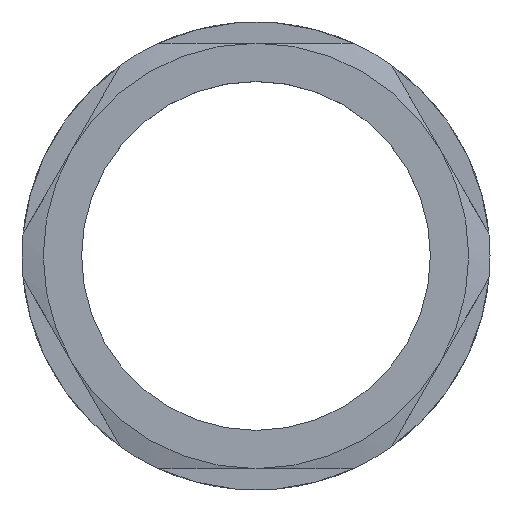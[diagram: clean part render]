
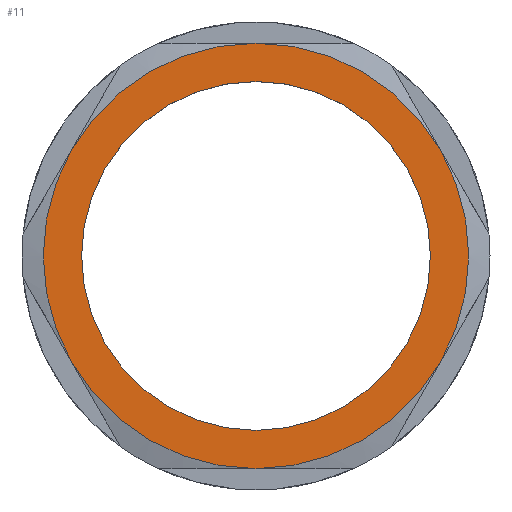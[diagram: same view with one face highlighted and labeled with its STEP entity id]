
A CAD part, top view. The second image highlights one B-rep face of the part: STEP entity #11.
In plain terms, the highlighted planar face has unit normal (0, 0, 1).
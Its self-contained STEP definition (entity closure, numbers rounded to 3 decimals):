
#6 = CIRCLE ( 'NONE', #493, 37.5 ) ;
#10 = AXIS2_PLACEMENT_3D ( 'NONE', #297, #295, #286 ) ;
#11 = ADVANCED_FACE ( 'NONE', ( #770, #765 ), #1074, .T. ) ;
#19 = CIRCLE ( 'NONE', #433, 37.5 ) ;
#58 = CIRCLE ( 'NONE', #331, 37.5 ) ;
#70 = CIRCLE ( 'NONE', #307, 37.5 ) ;
#95 = CIRCLE ( 'NONE', #237, 37.5 ) ;
#136 = AXIS2_PLACEMENT_3D ( 'NONE', #482, #481, #480 ) ;
#148 = CIRCLE ( 'NONE', #136, 30.75 ) ;
#159 = CIRCLE ( 'NONE', #197, 37.5 ) ;
#186 = VERTEX_POINT ( 'NONE', #446 ) ;
#197 = AXIS2_PLACEMENT_3D ( 'NONE', #544, #541, #540 ) ;
#226 = EDGE_CURVE ( 'NONE', #186, #865, #6, .T. ) ;
#237 = AXIS2_PLACEMENT_3D ( 'NONE', #668, #667, #666 ) ;
#248 = VERTEX_POINT ( 'NONE', #1060 ) ;
#278 = ORIENTED_EDGE ( 'NONE', *, *, #484, .F. ) ;
#282 = ORIENTED_EDGE ( 'NONE', *, *, #1040, .F. ) ;
#286 = DIRECTION ( 'NONE',  ( 1., 0., 0. ) ) ;
#290 = EDGE_CURVE ( 'NONE', #865, #611, #19, .T. ) ;
#293 = EDGE_LOOP ( 'NONE', ( #891, #945, #306, #798, #278, #1010 ) ) ;
#295 = DIRECTION ( 'NONE',  ( 0., 0., 1. ) ) ;
#296 = VERTEX_POINT ( 'NONE', #1011 ) ;
#297 = CARTESIAN_POINT ( 'NONE',  ( 0., 0., 4. ) ) ;
#306 = ORIENTED_EDGE ( 'NONE', *, *, #749, .F. ) ;
#307 = AXIS2_PLACEMENT_3D ( 'NONE', #725, #724, #722 ) ;
#331 = AXIS2_PLACEMENT_3D ( 'NONE', #806, #805, #802 ) ;
#359 = CARTESIAN_POINT ( 'NONE',  ( -32.476, 18.75, 4. ) ) ;
#395 = CARTESIAN_POINT ( 'NONE',  ( -30.75, 0., 4. ) ) ;
#433 = AXIS2_PLACEMENT_3D ( 'NONE', #954, #953, #952 ) ;
#446 = CARTESIAN_POINT ( 'NONE',  ( 0., 37.5, 4. ) ) ;
#480 = DIRECTION ( 'NONE',  ( 1., 0., 0. ) ) ;
#481 = DIRECTION ( 'NONE',  ( 0., 0., 1. ) ) ;
#482 = CARTESIAN_POINT ( 'NONE',  ( 0., 0., 4. ) ) ;
#484 = EDGE_CURVE ( 'NONE', #611, #248, #58, .T. ) ;
#493 = AXIS2_PLACEMENT_3D ( 'NONE', #1051, #1050, #1049 ) ;
#494 = ORIENTED_EDGE ( 'NONE', *, *, #957, .F. ) ;
#503 = DIRECTION ( 'NONE',  ( 1., 0., 0. ) ) ;
#540 = DIRECTION ( 'NONE',  ( 0., 1., 0. ) ) ;
#541 = DIRECTION ( 'NONE',  ( 0., 0., -1. ) ) ;
#544 = CARTESIAN_POINT ( 'NONE',  ( 0., 0., 4. ) ) ;
#596 = CARTESIAN_POINT ( 'NONE',  ( 32.476, 18.75, 4. ) ) ;
#611 = VERTEX_POINT ( 'NONE', #763 ) ;
#618 = EDGE_CURVE ( 'NONE', #248, #735, #70, .T. ) ;
#666 = DIRECTION ( 'NONE',  ( 0., 1., 0. ) ) ;
#667 = DIRECTION ( 'NONE',  ( 0., 0., -1. ) ) ;
#668 = CARTESIAN_POINT ( 'NONE',  ( 0., 0., 4. ) ) ;
#674 = CARTESIAN_POINT ( 'NONE',  ( -32.476, -18.75, 4. ) ) ;
#722 = DIRECTION ( 'NONE',  ( 0., 1., 0. ) ) ;
#724 = DIRECTION ( 'NONE',  ( 0., 0., -1. ) ) ;
#725 = CARTESIAN_POINT ( 'NONE',  ( 0., 0., 4. ) ) ;
#735 = VERTEX_POINT ( 'NONE', #674 ) ;
#749 = EDGE_CURVE ( 'NONE', #735, #1026, #95, .T. ) ;
#763 = CARTESIAN_POINT ( 'NONE',  ( 32.476, -18.75, 4. ) ) ;
#765 = FACE_OUTER_BOUND ( 'NONE', #293, .T. ) ;
#770 = FACE_BOUND ( 'NONE', #818, .T. ) ;
#779 = CARTESIAN_POINT ( 'NONE',  ( 0., 0., 4. ) ) ;
#798 = ORIENTED_EDGE ( 'NONE', *, *, #618, .F. ) ;
#802 = DIRECTION ( 'NONE',  ( 0., 1., 0. ) ) ;
#805 = DIRECTION ( 'NONE',  ( 0., 0., -1. ) ) ;
#806 = CARTESIAN_POINT ( 'NONE',  ( 0., 0., 4. ) ) ;
#818 = EDGE_LOOP ( 'NONE', ( #494, #282 ) ) ;
#865 = VERTEX_POINT ( 'NONE', #596 ) ;
#881 = EDGE_CURVE ( 'NONE', #1026, #186, #159, .T. ) ;
#885 = AXIS2_PLACEMENT_3D ( 'NONE', #779, #933, #503 ) ;
#891 = ORIENTED_EDGE ( 'NONE', *, *, #226, .F. ) ;
#905 = CIRCLE ( 'NONE', #10, 30.75 ) ;
#933 = DIRECTION ( 'NONE',  ( 0., 0., 1. ) ) ;
#945 = ORIENTED_EDGE ( 'NONE', *, *, #881, .F. ) ;
#952 = DIRECTION ( 'NONE',  ( 0., 1., 0. ) ) ;
#953 = DIRECTION ( 'NONE',  ( 0., 0., -1. ) ) ;
#954 = CARTESIAN_POINT ( 'NONE',  ( 0., 0., 4. ) ) ;
#957 = EDGE_CURVE ( 'NONE', #296, #1012, #148, .T. ) ;
#1010 = ORIENTED_EDGE ( 'NONE', *, *, #290, .F. ) ;
#1011 = CARTESIAN_POINT ( 'NONE',  ( 30.75, 0., 4. ) ) ;
#1012 = VERTEX_POINT ( 'NONE', #395 ) ;
#1026 = VERTEX_POINT ( 'NONE', #359 ) ;
#1040 = EDGE_CURVE ( 'NONE', #1012, #296, #905, .T. ) ;
#1049 = DIRECTION ( 'NONE',  ( 0., 1., 0. ) ) ;
#1050 = DIRECTION ( 'NONE',  ( 0., 0., -1. ) ) ;
#1051 = CARTESIAN_POINT ( 'NONE',  ( 0., 0., 4. ) ) ;
#1060 = CARTESIAN_POINT ( 'NONE',  ( 0., -37.5, 4. ) ) ;
#1074 = PLANE ( 'NONE',  #885 ) ;
